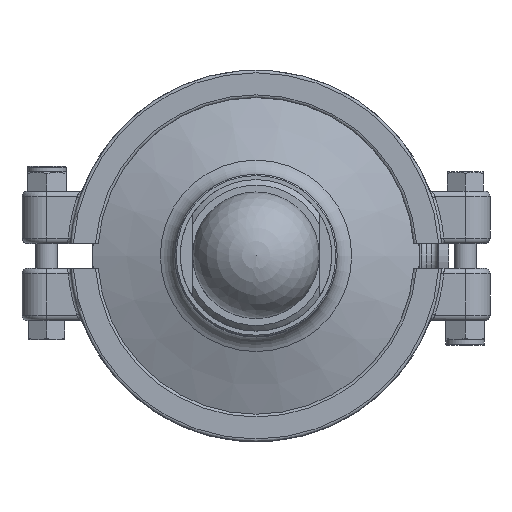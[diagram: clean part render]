
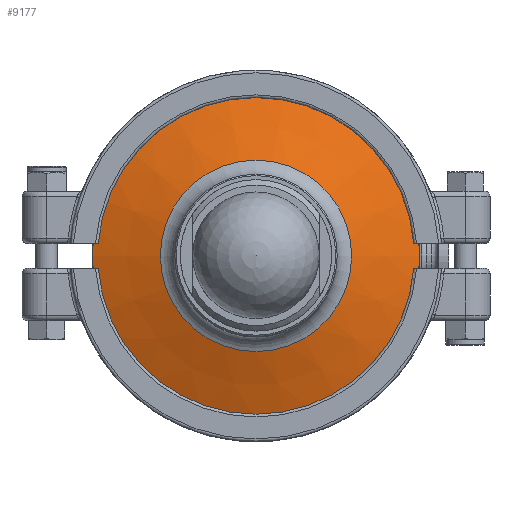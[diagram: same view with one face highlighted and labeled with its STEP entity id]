
A CAD part, top view. The second image highlights one B-rep face of the part: STEP entity #9177.
In plain terms, the highlighted conical face has half-angle 70 degrees and reference radius 29.75 mm.
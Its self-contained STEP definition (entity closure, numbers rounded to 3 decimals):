
#477=CONICAL_SURFACE('',#10064,29.75,1.222);
#810=LINE('',#17598,#1285);
#1285=VECTOR('',#11979,29.75);
#2012=FACE_OUTER_BOUND('',#2631,.T.);
#2631=EDGE_LOOP('',(#7029,#7030,#7031,#7032));
#3277=CIRCLE('',#10058,34.764);
#3282=CIRCLE('',#10065,59.5);
#3936=VERTEX_POINT('',#17585);
#3940=VERTEX_POINT('',#17597);
#5029=EDGE_CURVE('',#3936,#3936,#3277,.T.);
#5035=EDGE_CURVE('',#3936,#3940,#810,.T.);
#5036=EDGE_CURVE('',#3940,#3940,#3282,.T.);
#7029=ORIENTED_EDGE('',*,*,#5029,.F.);
#7030=ORIENTED_EDGE('',*,*,#5035,.T.);
#7031=ORIENTED_EDGE('',*,*,#5036,.T.);
#7032=ORIENTED_EDGE('',*,*,#5035,.F.);
#9177=ADVANCED_FACE('',(#2012),#477,.T.);
#10058=AXIS2_PLACEMENT_3D('',#17586,#11964,#11965);
#10064=AXIS2_PLACEMENT_3D('',#17596,#11977,#11978);
#10065=AXIS2_PLACEMENT_3D('',#17599,#11980,#11981);
#11964=DIRECTION('center_axis',(0.,0.,1.));
#11965=DIRECTION('ref_axis',(-1.,0.,0.));
#11977=DIRECTION('center_axis',(0.,0.,-1.));
#11978=DIRECTION('ref_axis',(1.,0.,0.));
#11979=DIRECTION('',(-0.94,0.,-0.342));
#11980=DIRECTION('center_axis',(0.,0.,1.));
#11981=DIRECTION('ref_axis',(1.,0.,0.));
#17585=CARTESIAN_POINT('',(-34.764,0.,160.103));
#17586=CARTESIAN_POINT('Origin',(0.,0.,
160.103));
#17596=CARTESIAN_POINT('Origin',(0.,0.,161.928));
#17597=CARTESIAN_POINT('',(-59.5,0.,151.1));
#17598=CARTESIAN_POINT('',(-29.75,0.,161.928));
#17599=CARTESIAN_POINT('Origin',(0.,0.,151.1));
